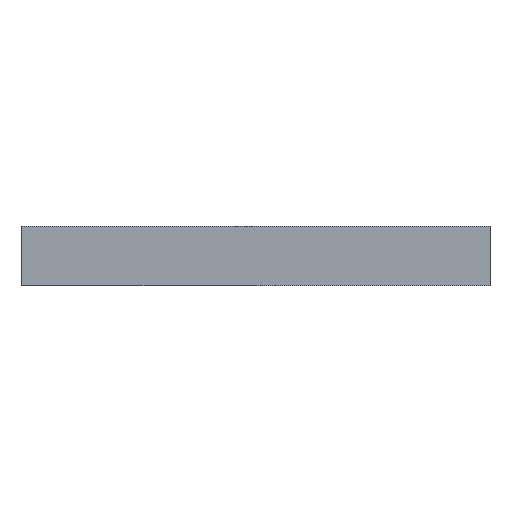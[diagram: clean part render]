
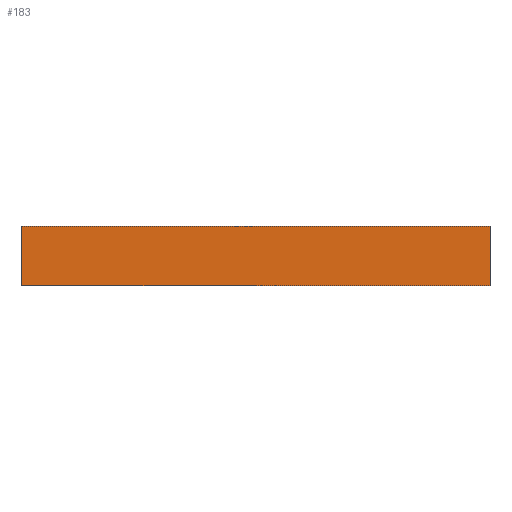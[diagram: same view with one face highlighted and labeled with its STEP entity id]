
A CAD part, left-side view. The second image highlights one B-rep face of the part: STEP entity #183.
In plain terms, the highlighted planar face has unit normal (-1, 0, 0).
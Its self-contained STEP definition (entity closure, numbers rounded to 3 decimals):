
#56 = EDGE_CURVE ( 'NONE', #843, #143, #911, .T. ) ;
#105 = DIRECTION ( 'NONE',  ( 0., 0., -1. ) ) ;
#143 = VERTEX_POINT ( 'NONE', #830 ) ;
#183 = ADVANCED_FACE ( 'NONE', ( #648 ), #976, .T. ) ;
#229 = DIRECTION ( 'NONE',  ( 0., 0., -1. ) ) ;
#290 = CARTESIAN_POINT ( 'NONE',  ( -30., 25., 6.35 ) ) ;
#313 = LINE ( 'NONE', #290, #530 ) ;
#338 = CARTESIAN_POINT ( 'NONE',  ( -30., -25., 0. ) ) ;
#364 = ORIENTED_EDGE ( 'NONE', *, *, #747, .F. ) ;
#392 = LINE ( 'NONE', #1128, #662 ) ;
#405 = CARTESIAN_POINT ( 'NONE',  ( -30., -25., 6.35 ) ) ;
#530 = VECTOR ( 'NONE', #105, 1000. ) ;
#600 = VECTOR ( 'NONE', #1148, 1000. ) ;
#648 = FACE_OUTER_BOUND ( 'NONE', #1168, .T. ) ;
#662 = VECTOR ( 'NONE', #1339, 1000. ) ;
#670 = CARTESIAN_POINT ( 'NONE',  ( -30., -25., 6.35 ) ) ;
#740 = CARTESIAN_POINT ( 'NONE',  ( -30., -25., 6.35 ) ) ;
#747 = EDGE_CURVE ( 'NONE', #972, #843, #1197, .T. ) ;
#766 = CARTESIAN_POINT ( 'NONE',  ( -30., 25., 6.35 ) ) ;
#805 = ORIENTED_EDGE ( 'NONE', *, *, #1051, .T. ) ;
#830 = CARTESIAN_POINT ( 'NONE',  ( -30., 25., 0. ) ) ;
#843 = VERTEX_POINT ( 'NONE', #338 ) ;
#863 = EDGE_CURVE ( 'NONE', #972, #1173, #392, .T. ) ;
#911 = LINE ( 'NONE', #1142, #600 ) ;
#969 = DIRECTION ( 'NONE',  ( 0., -1., 0. ) ) ;
#972 = VERTEX_POINT ( 'NONE', #405 ) ;
#976 = PLANE ( 'NONE',  #1119 ) ;
#1051 = EDGE_CURVE ( 'NONE', #1173, #143, #313, .T. ) ;
#1073 = VECTOR ( 'NONE', #229, 1000. ) ;
#1119 = AXIS2_PLACEMENT_3D ( 'NONE', #740, #1174, #969 ) ;
#1120 = ORIENTED_EDGE ( 'NONE', *, *, #863, .T. ) ;
#1128 = CARTESIAN_POINT ( 'NONE',  ( -30., -25., 6.35 ) ) ;
#1142 = CARTESIAN_POINT ( 'NONE',  ( -30., -25., 0. ) ) ;
#1148 = DIRECTION ( 'NONE',  ( 0., 1., 0. ) ) ;
#1168 = EDGE_LOOP ( 'NONE', ( #1322, #364, #1120, #805 ) ) ;
#1173 = VERTEX_POINT ( 'NONE', #766 ) ;
#1174 = DIRECTION ( 'NONE',  ( -1., 0., 0. ) ) ;
#1197 = LINE ( 'NONE', #670, #1073 ) ;
#1322 = ORIENTED_EDGE ( 'NONE', *, *, #56, .F. ) ;
#1339 = DIRECTION ( 'NONE',  ( 0., 1., 0. ) ) ;
